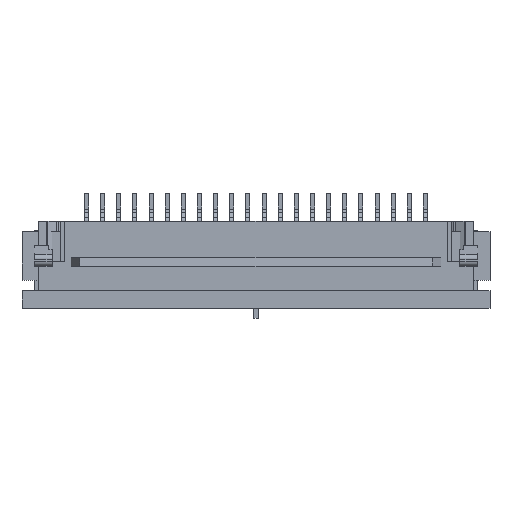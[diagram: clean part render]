
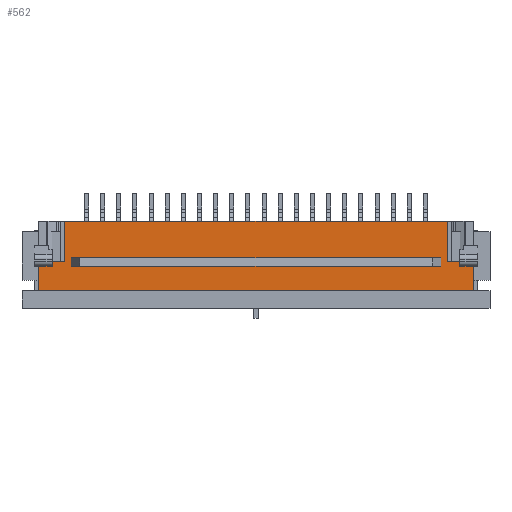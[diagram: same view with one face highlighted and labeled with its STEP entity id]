
A CAD part, top view. The second image highlights one B-rep face of the part: STEP entity #562.
In plain terms, the highlighted planar face has unit normal (0, 0, 1).
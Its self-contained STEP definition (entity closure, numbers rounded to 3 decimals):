
#562 = ADVANCED_FACE( '', ( #1387 ), #1388, .F. );
#1387 = FACE_OUTER_BOUND( '', #2567, .T. );
#1388 = PLANE( '', #2568 );
#2567 = EDGE_LOOP( '', ( #3919, #3920, #3921, #3922, #3923, #3924, #3925, #3926 ) );
#2568 = AXIS2_PLACEMENT_3D( '', #3927, #3928, #3929 );
#3919 = ORIENTED_EDGE( '', *, *, #8934, .T. );
#3920 = ORIENTED_EDGE( '', *, *, #8935, .F. );
#3921 = ORIENTED_EDGE( '', *, *, #8936, .T. );
#3922 = ORIENTED_EDGE( '', *, *, #8937, .F. );
#3923 = ORIENTED_EDGE( '', *, *, #8938, .F. );
#3924 = ORIENTED_EDGE( '', *, *, #8939, .F. );
#3925 = ORIENTED_EDGE( '', *, *, #8908, .F. );
#3926 = ORIENTED_EDGE( '', *, *, #8932, .T. );
#3927 = CARTESIAN_POINT( '', ( 13.5, -2.15, 1.5 ) );
#3928 = DIRECTION( '', ( 0., 0., -1. ) );
#3929 = DIRECTION( '', ( -1., 0., 0. ) );
#8908 = EDGE_CURVE( '', #10746, #10748, #10749, .T. );
#8932 = EDGE_CURVE( '', #10746, #10790, #10792, .T. );
#8934 = EDGE_CURVE( '', #10790, #10794, #10795, .T. );
#8935 = EDGE_CURVE( '', #10796, #10794, #10797, .T. );
#8936 = EDGE_CURVE( '', #10796, #10798, #10799, .T. );
#8937 = EDGE_CURVE( '', #10800, #10798, #10801, .T. );
#8938 = EDGE_CURVE( '', #10802, #10800, #10803, .T. );
#8939 = EDGE_CURVE( '', #10748, #10802, #10804, .T. );
#10746 = VERTEX_POINT( '', #13495 );
#10748 = VERTEX_POINT( '', #13498 );
#10749 = LINE( '', #13499, #13500 );
#10790 = VERTEX_POINT( '', #13558 );
#10792 = LINE( '', #13561, #13562 );
#10794 = VERTEX_POINT( '', #13565 );
#10795 = LINE( '', #13566, #13567 );
#10796 = VERTEX_POINT( '', #13568 );
#10797 = LINE( '', #13569, #13570 );
#10798 = VERTEX_POINT( '', #13571 );
#10799 = LINE( '', #13572, #13573 );
#10800 = VERTEX_POINT( '', #13574 );
#10801 = LINE( '', #13575, #13576 );
#10802 = VERTEX_POINT( '', #13577 );
#10803 = LINE( '', #13578, #13579 );
#10804 = LINE( '', #13580, #13581 );
#13495 = CARTESIAN_POINT( '', ( 13.5, -2.15, 1.5 ) );
#13498 = CARTESIAN_POINT( '', ( -13.5, -2.15, 1.5 ) );
#13499 = CARTESIAN_POINT( '', ( 13.5, -2.15, 1.5 ) );
#13500 = VECTOR( '', #17313, 1000. );
#13558 = CARTESIAN_POINT( '', ( 13.5, -0.35, 1.5 ) );
#13561 = CARTESIAN_POINT( '', ( 13.5, -2.15, 1.5 ) );
#13562 = VECTOR( '', #17347, 1000. );
#13565 = CARTESIAN_POINT( '', ( 11.85, -0.35, 1.5 ) );
#13566 = CARTESIAN_POINT( '', ( 11.85, -0.35, 1.5 ) );
#13567 = VECTOR( '', #17349, 1000. );
#13568 = CARTESIAN_POINT( '', ( 11.85, 2.15, 1.5 ) );
#13569 = CARTESIAN_POINT( '', ( 11.85, 27.348, 1.5 ) );
#13570 = VECTOR( '', #17350, 1000. );
#13571 = CARTESIAN_POINT( '', ( -11.85, 2.15, 1.5 ) );
#13572 = CARTESIAN_POINT( '', ( 13.5, 2.15, 1.5 ) );
#13573 = VECTOR( '', #17351, 1000. );
#13574 = CARTESIAN_POINT( '', ( -11.85, -0.35, 1.5 ) );
#13575 = CARTESIAN_POINT( '', ( -11.85, -2.15, 1.5 ) );
#13576 = VECTOR( '', #17352, 1000. );
#13577 = CARTESIAN_POINT( '', ( -13.5, -0.35, 1.5 ) );
#13578 = CARTESIAN_POINT( '', ( -11.85, -0.35, 1.5 ) );
#13579 = VECTOR( '', #17353, 1000. );
#13580 = CARTESIAN_POINT( '', ( -13.5, -2.15, 1.5 ) );
#13581 = VECTOR( '', #17354, 1000. );
#17313 = DIRECTION( '', ( -1., 0., 0. ) );
#17347 = DIRECTION( '', ( 0., 1., 0. ) );
#17349 = DIRECTION( '', ( -1., 0., 0. ) );
#17350 = DIRECTION( '', ( 0., -1., 0. ) );
#17351 = DIRECTION( '', ( -1., 0., 0. ) );
#17352 = DIRECTION( '', ( 0., 1., 0. ) );
#17353 = DIRECTION( '', ( 1., 0., 0. ) );
#17354 = DIRECTION( '', ( 0., 1., 0. ) );
